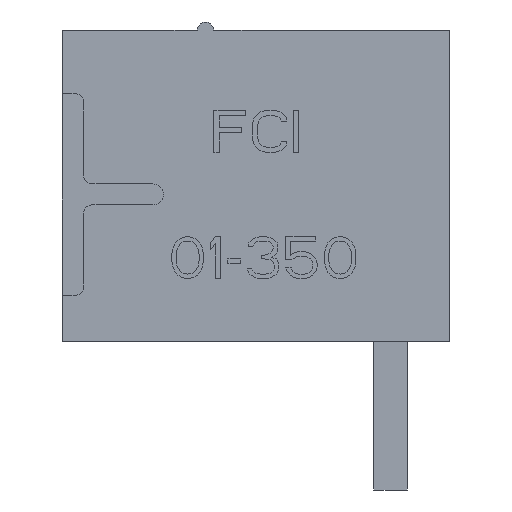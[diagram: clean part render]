
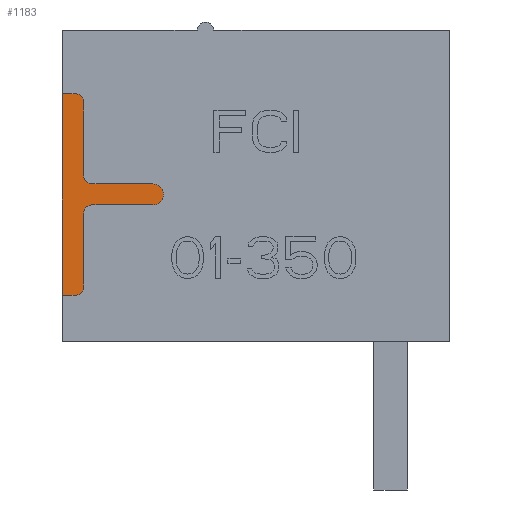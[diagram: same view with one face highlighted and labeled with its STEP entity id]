
A CAD part, left-side view. The second image highlights one B-rep face of the part: STEP entity #1183.
In plain terms, the highlighted planar face has unit normal (-1, 0, 0).
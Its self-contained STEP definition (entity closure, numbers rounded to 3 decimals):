
#1183=ADVANCED_FACE('3743',(#3521),#3522,.T.);
#3521=FACE_OUTER_BOUND('',#6122,.T.);
#3522=PLANE('',#6123);
#6122=EDGE_LOOP('',(#15073,#15074,#15075,#15076,#15077,#15078,#15079,#15080,#15081,#15082,#15083,#15084));
#6123=AXIS2_PLACEMENT_3D('',#15085,#15086,#15087);
#15073=ORIENTED_EDGE('',*,*,#19970,.T.);
#15074=ORIENTED_EDGE('',*,*,#19968,.T.);
#15075=ORIENTED_EDGE('',*,*,#19966,.T.);
#15076=ORIENTED_EDGE('',*,*,#19964,.T.);
#15077=ORIENTED_EDGE('',*,*,#19962,.T.);
#15078=ORIENTED_EDGE('',*,*,#19960,.T.);
#15079=ORIENTED_EDGE('',*,*,#19958,.T.);
#15080=ORIENTED_EDGE('',*,*,#19980,.T.);
#15081=ORIENTED_EDGE('',*,*,#19978,.T.);
#15082=ORIENTED_EDGE('',*,*,#19976,.T.);
#15083=ORIENTED_EDGE('',*,*,#19974,.T.);
#15084=ORIENTED_EDGE('',*,*,#19972,.T.);
#15085=CARTESIAN_POINT('',(-44.42,0.0,-3.7));
#15086=DIRECTION('',(-1.0,0.0,0.0));
#15087=DIRECTION('',(0.0,0.0,1.0));
#19958=EDGE_CURVE('4784',#25229,#25227,#25230,.T.);
#19960=EDGE_CURVE('4783',#25232,#25229,#25233,.T.);
#19962=EDGE_CURVE('4782',#25235,#25232,#25236,.T.);
#19964=EDGE_CURVE('6083',#25238,#25235,#25239,.T.);
#19966=EDGE_CURVE('6092',#25241,#25238,#25242,.T.);
#19968=EDGE_CURVE('6082',#25244,#25241,#25245,.T.);
#19970=EDGE_CURVE('4781',#25247,#25244,#25248,.T.);
#19972=EDGE_CURVE('6085',#25250,#25247,#25251,.T.);
#19974=EDGE_CURVE('6093',#25253,#25250,#25254,.T.);
#19976=EDGE_CURVE('6084',#25256,#25253,#25257,.T.);
#19978=EDGE_CURVE('4786',#25259,#25256,#25260,.T.);
#19980=EDGE_CURVE('4785',#25227,#25259,#25262,.T.);
#25227=VERTEX_POINT('',#33252);
#25229=VERTEX_POINT('',#33255);
#25230=LINE('',#33256,#33257);
#25232=VERTEX_POINT('',#33260);
#25233=LINE('',#33261,#33262);
#25235=VERTEX_POINT('',#33265);
#25236=CIRCLE('',#33266,0.2);
#25238=VERTEX_POINT('',#33269);
#25239=LINE('',#33270,#33271);
#25241=VERTEX_POINT('',#33274);
#25242=CIRCLE('',#33275,0.2);
#25244=VERTEX_POINT('',#33278);
#25245=LINE('',#33279,#33280);
#25247=VERTEX_POINT('',#33283);
#25248=CIRCLE('',#33284,0.25);
#25250=VERTEX_POINT('',#33287);
#25251=LINE('',#33288,#33289);
#25253=VERTEX_POINT('',#33292);
#25254=CIRCLE('',#33293,0.2);
#25256=VERTEX_POINT('',#33296);
#25257=LINE('',#33297,#33298);
#25259=VERTEX_POINT('',#33301);
#25260=CIRCLE('',#33302,0.2);
#25262=LINE('',#33305,#33306);
#33252=CARTESIAN_POINT('',(-44.42,4.6,-2.6));
#33255=CARTESIAN_POINT('',(-44.42,4.6,2.2));
#33256=CARTESIAN_POINT('',(-44.42,4.6,2.2));
#33257=VECTOR('',#38440,4.8);
#33260=CARTESIAN_POINT('',(-44.42,4.3,2.2));
#33261=CARTESIAN_POINT('',(-44.42,4.3,2.2));
#33262=VECTOR('',#38442,0.3);
#33265=CARTESIAN_POINT('',(-44.42,4.1,2.0));
#33266=AXIS2_PLACEMENT_3D('',#38444,#38445,#38446);
#33269=CARTESIAN_POINT('',(-44.42,4.1,0.25));
#33270=CARTESIAN_POINT('',(-44.42,4.1,0.25));
#33271=VECTOR('',#38448,1.75);
#33274=CARTESIAN_POINT('',(-44.42,3.9,0.05));
#33275=AXIS2_PLACEMENT_3D('',#38450,#38451,#38452);
#33278=CARTESIAN_POINT('',(-44.42,2.45,0.05));
#33279=CARTESIAN_POINT('',(-44.42,2.45,0.05));
#33280=VECTOR('',#38454,1.45);
#33283=CARTESIAN_POINT('',(-44.42,2.45,-0.45));
#33284=AXIS2_PLACEMENT_3D('',#38456,#38457,#38458);
#33287=CARTESIAN_POINT('',(-44.42,3.9,-0.45));
#33288=CARTESIAN_POINT('',(-44.42,3.9,-0.45));
#33289=VECTOR('',#38460,1.45);
#33292=CARTESIAN_POINT('',(-44.42,4.1,-0.65));
#33293=AXIS2_PLACEMENT_3D('',#38462,#38463,#38464);
#33296=CARTESIAN_POINT('',(-44.42,4.1,-2.4));
#33297=CARTESIAN_POINT('',(-44.42,4.1,-2.4));
#33298=VECTOR('',#38466,1.75);
#33301=CARTESIAN_POINT('',(-44.42,4.3,-2.6));
#33302=AXIS2_PLACEMENT_3D('',#38468,#38469,#38470);
#33305=CARTESIAN_POINT('',(-44.42,4.6,-2.6));
#33306=VECTOR('',#38472,0.3);
#38440=DIRECTION('',(0.0,0.0,-1.0));
#38442=DIRECTION('',(0.0,1.0,0.0));
#38444=CARTESIAN_POINT('',(-44.42,4.3,2.0));
#38445=DIRECTION('',(-1.0,0.0,0.0));
#38446=DIRECTION('',(0.0,-1.0,0.0));
#38448=DIRECTION('',(0.0,0.0,1.0));
#38450=CARTESIAN_POINT('',(-44.42,3.9,0.25));
#38451=DIRECTION('',(1.0,0.0,0.0));
#38452=DIRECTION('',(0.0,0.0,-1.0));
#38454=DIRECTION('',(0.0,1.0,0.0));
#38456=CARTESIAN_POINT('',(-44.42,2.45,-0.2));
#38457=DIRECTION('',(-1.0,0.0,0.0));
#38458=DIRECTION('',(0.0,0.0,-1.0));
#38460=DIRECTION('',(0.0,-1.0,0.0));
#38462=CARTESIAN_POINT('',(-44.42,3.9,-0.65));
#38463=DIRECTION('',(1.0,0.0,0.0));
#38464=DIRECTION('',(0.0,1.0,0.0));
#38466=DIRECTION('',(0.0,0.0,1.0));
#38468=CARTESIAN_POINT('',(-44.42,4.3,-2.4));
#38469=DIRECTION('',(-1.0,0.0,0.0));
#38470=DIRECTION('',(0.0,0.0,-1.0));
#38472=DIRECTION('',(0.0,-1.0,0.0));
